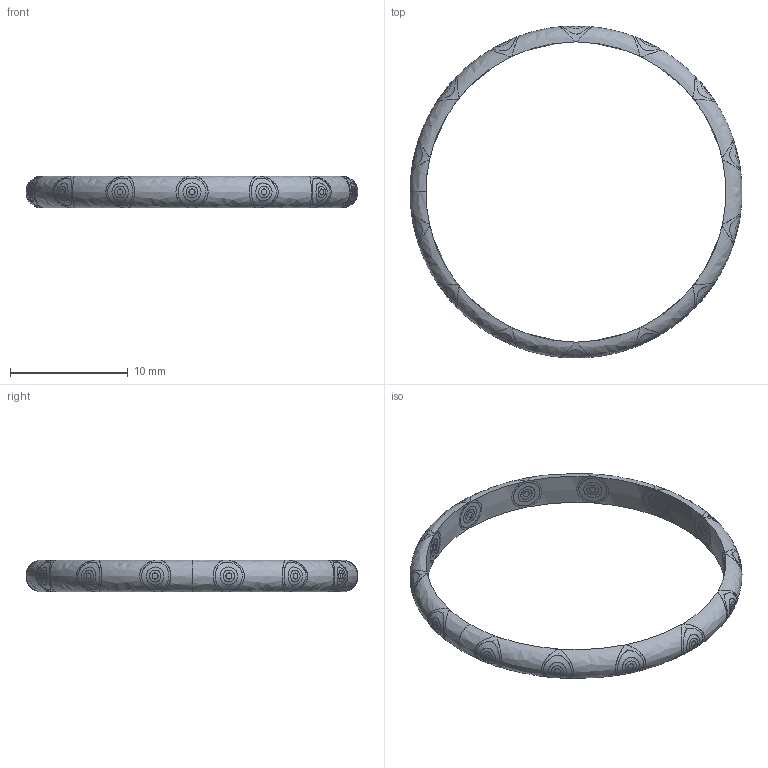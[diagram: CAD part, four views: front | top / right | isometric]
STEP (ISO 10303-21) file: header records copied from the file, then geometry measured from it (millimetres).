
FILE_DESCRIPTION(('FreeCAD Model'),'2;1');
FILE_NAME('Open CASCADE Shape Model','2025-05-04T12:13:18',('FreeCAD'),( 'FreeCAD'),'Open CASCADE STEP processor 7.6','FreeCAD','Unknown');
FILE_SCHEMA(('AUTOMOTIVE_DESIGN { 1 0 10303 214 1 1 1 1 }'));
Products named in the file (1): Open CASCADE STEP translator 7.6 1
Bounding box: 28.21 x 28.21 x 2.71 mm (x, y, z)
Surface area: 1348.8 mm2 (no closed solid volume)
Topology: 0 solids, 462 shells, 462 faces, 11400 edges, 11400 vertices
Faces by surface type: bspline 462
Entity records: 117284 total; most frequent: CARTESIAN_POINT 69253, ORIENTED_EDGE 11400, EDGE_CURVE 11400, VERTEX_POINT 11400, B_SPLINE_CURVE_WITH_KNOTS 11282, FACE_BOUND 574, EDGE_LOOP 574, SHELL_BASED_SURFACE_MODEL 462
